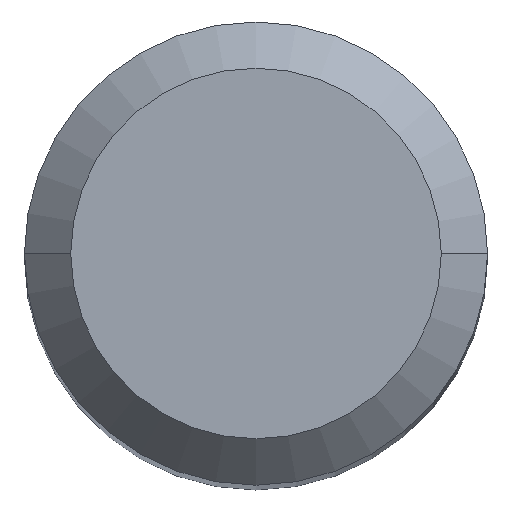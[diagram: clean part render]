
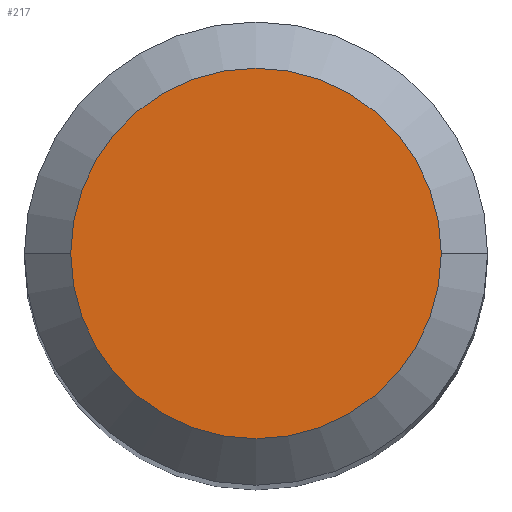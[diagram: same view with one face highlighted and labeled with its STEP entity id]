
A CAD part, top view. The second image highlights one B-rep face of the part: STEP entity #217.
In plain terms, the highlighted planar face has unit normal (0, 0, 1).
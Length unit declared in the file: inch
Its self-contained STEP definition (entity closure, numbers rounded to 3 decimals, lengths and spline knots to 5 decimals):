
#12 = DIRECTION ( 'NONE',  ( 0., 0., 1. ) ) ;
#53 = DIRECTION ( 'NONE',  ( 0., 0., -1. ) ) ;
#76 = CIRCLE ( 'NONE', #404, 0.09448 ) ;
#91 = AXIS2_PLACEMENT_3D ( 'NONE', #139, #295, #442 ) ;
#96 = ORIENTED_EDGE ( 'NONE', *, *, #413, .T. ) ;
#135 = DIRECTION ( 'NONE',  ( -1., 0., 0. ) ) ;
#137 = FACE_OUTER_BOUND ( 'NONE', #144, .T. ) ;
#139 = CARTESIAN_POINT ( 'NONE',  ( 0., 0., 0. ) ) ;
#143 = CIRCLE ( 'NONE', #91, 0.09448 ) ;
#144 = EDGE_LOOP ( 'NONE', ( #96, #333 ) ) ;
#161 = AXIS2_PLACEMENT_3D ( 'NONE', #285, #53, #135 ) ;
#164 = VERTEX_POINT ( 'NONE', #355 ) ;
#171 = EDGE_CURVE ( 'NONE', #296, #164, #76, .T. ) ;
#217 = ADVANCED_FACE ( 'NONE', ( #137 ), #326, .F. ) ;
#285 = CARTESIAN_POINT ( 'NONE',  ( 0., 0., 0. ) ) ;
#293 = CARTESIAN_POINT ( 'NONE',  ( 0.09448, 0., 0. ) ) ;
#295 = DIRECTION ( 'NONE',  ( 0., 0., 1. ) ) ;
#296 = VERTEX_POINT ( 'NONE', #293 ) ;
#326 = PLANE ( 'NONE',  #161 ) ;
#333 = ORIENTED_EDGE ( 'NONE', *, *, #171, .T. ) ;
#353 = CARTESIAN_POINT ( 'NONE',  ( 0., 0., 0. ) ) ;
#355 = CARTESIAN_POINT ( 'NONE',  ( -0.09448, 0., 0. ) ) ;
#359 = DIRECTION ( 'NONE',  ( 1., 0., 0. ) ) ;
#404 = AXIS2_PLACEMENT_3D ( 'NONE', #353, #12, #359 ) ;
#413 = EDGE_CURVE ( 'NONE', #164, #296, #143, .T. ) ;
#442 = DIRECTION ( 'NONE',  ( 1., 0., 0. ) ) ;
